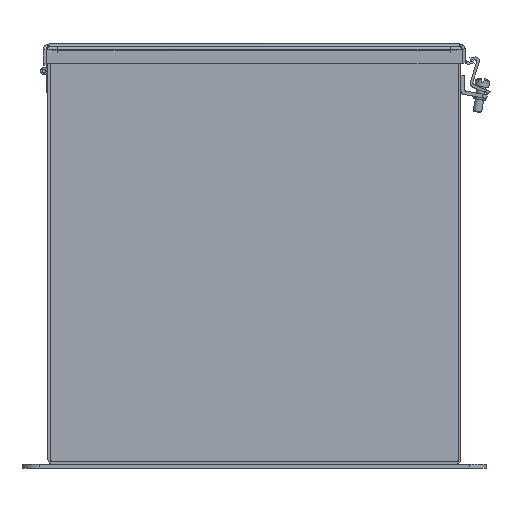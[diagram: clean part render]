
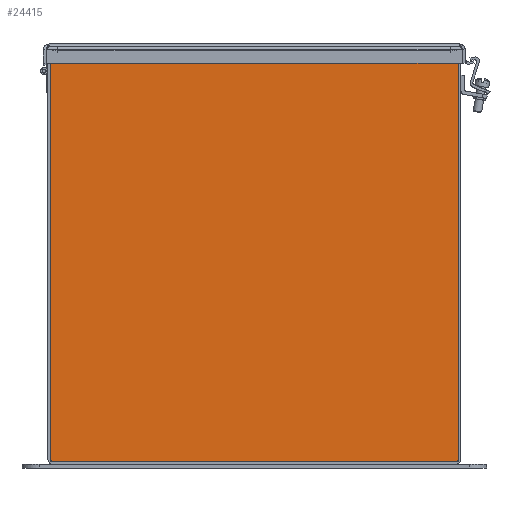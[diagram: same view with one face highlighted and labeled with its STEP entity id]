
A CAD part, left-side view. The second image highlights one B-rep face of the part: STEP entity #24415.
In plain terms, the highlighted planar face has unit normal (-1, 0, 0).
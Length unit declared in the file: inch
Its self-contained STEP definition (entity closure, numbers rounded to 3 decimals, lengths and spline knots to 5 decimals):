
#260 = VECTOR ( 'NONE', #27887, 39.37008 ) ;
#1126 = CARTESIAN_POINT ( 'NONE',  ( -18., 0., 10.58225 ) ) ;
#1249 = CARTESIAN_POINT ( 'NONE',  ( -18., 5.4275, 10.58205 ) ) ;
#1590 = EDGE_CURVE ( 'NONE', #18041, #12269, #9877, .T. ) ;
#1714 = CARTESIAN_POINT ( 'NONE',  ( -18., -5.4277, 10.676 ) ) ;
#1782 = DIRECTION ( 'NONE',  ( 0., 1., 0. ) ) ;
#4251 = EDGE_CURVE ( 'NONE', #7833, #10624, #34426, .T. ) ;
#4773 = VECTOR ( 'NONE', #15432, 39.37008 ) ;
#5138 = VERTEX_POINT ( 'NONE', #25541 ) ;
#5513 = VERTEX_POINT ( 'NONE', #17945 ) ;
#5535 = CARTESIAN_POINT ( 'NONE',  ( -18., -5.926, 4.75 ) ) ;
#5922 = ORIENTED_EDGE ( 'NONE', *, *, #4251, .F. ) ;
#6435 = EDGE_CURVE ( 'NONE', #14522, #32946, #6537, .T. ) ;
#6537 = LINE ( 'NONE', #20327, #4773 ) ;
#7103 = VECTOR ( 'NONE', #33246, 39.37008 ) ;
#7132 = CARTESIAN_POINT ( 'NONE',  ( -18., 5.4275, 10.676 ) ) ;
#7578 = FACE_OUTER_BOUND ( 'NONE', #8160, .T. ) ;
#7833 = VERTEX_POINT ( 'NONE', #31419 ) ;
#7937 = DIRECTION ( 'NONE',  ( 0., 0., -1. ) ) ;
#8160 = EDGE_LOOP ( 'NONE', ( #34033, #15134, #8576, #23172, #15365, #18186, #24692, #19933, #18771, #5922, #13941, #27696 ) ) ;
#8172 = VERTEX_POINT ( 'NONE', #10955 ) ;
#8239 = DIRECTION ( 'NONE',  ( 0., 0., 1. ) ) ;
#8576 = ORIENTED_EDGE ( 'NONE', *, *, #1590, .F. ) ;
#9877 = LINE ( 'NONE', #1126, #20673 ) ;
#10195 = PLANE ( 'NONE',  #16324 ) ;
#10624 = VERTEX_POINT ( 'NONE', #13423 ) ;
#10955 = CARTESIAN_POINT ( 'NONE',  ( -18., 5.926, 10.676 ) ) ;
#11230 = EDGE_CURVE ( 'NONE', #14522, #19571, #25126, .T. ) ;
#11531 = EDGE_CURVE ( 'NONE', #25238, #8172, #14217, .T. ) ;
#11694 = CARTESIAN_POINT ( 'NONE',  ( -18., 5.4275, 10.58205 ) ) ;
#11986 = CARTESIAN_POINT ( 'NONE',  ( -18., 5.926, 4.75 ) ) ;
#12269 = VERTEX_POINT ( 'NONE', #31462 ) ;
#12449 = EDGE_CURVE ( 'NONE', #10624, #25238, #28218, .T. ) ;
#12506 = VECTOR ( 'NONE', #7937, 39.37008 ) ;
#12816 = VECTOR ( 'NONE', #8239, 39.37008 ) ;
#13423 = CARTESIAN_POINT ( 'NONE',  ( -18., -5.926, -1.176 ) ) ;
#13612 = CARTESIAN_POINT ( 'NONE',  ( -18., 5.4275, 10.58225 ) ) ;
#13631 = CARTESIAN_POINT ( 'NONE',  ( -18., 0., -1.176 ) ) ;
#13941 = ORIENTED_EDGE ( 'NONE', *, *, #20937, .F. ) ;
#14217 = LINE ( 'NONE', #11986, #16597 ) ;
#14250 = VECTOR ( 'NONE', #22254, 39.37008 ) ;
#14384 = LINE ( 'NONE', #28039, #12816 ) ;
#14522 = VERTEX_POINT ( 'NONE', #25947 ) ;
#14766 = DIRECTION ( 'NONE',  ( 0., -1., 0. ) ) ;
#15134 = ORIENTED_EDGE ( 'NONE', *, *, #26049, .T. ) ;
#15365 = ORIENTED_EDGE ( 'NONE', *, *, #30287, .T. ) ;
#15432 = DIRECTION ( 'NONE',  ( 0., 0., 1. ) ) ;
#15944 = EDGE_CURVE ( 'NONE', #18041, #30125, #32868, .T. ) ;
#15970 = CARTESIAN_POINT ( 'NONE',  ( -18., 0., 4.75 ) ) ;
#16182 = VECTOR ( 'NONE', #25494, 39.37008 ) ;
#16324 = AXIS2_PLACEMENT_3D ( 'NONE', #15970, #27369, #1782 ) ;
#16597 = VECTOR ( 'NONE', #25636, 39.37008 ) ;
#17945 = CARTESIAN_POINT ( 'NONE',  ( -18., 5.4277, 10.58205 ) ) ;
#18041 = VERTEX_POINT ( 'NONE', #13612 ) ;
#18186 = ORIENTED_EDGE ( 'NONE', *, *, #28540, .F. ) ;
#18771 = ORIENTED_EDGE ( 'NONE', *, *, #12449, .F. ) ;
#19525 = CARTESIAN_POINT ( 'NONE',  ( -18., 5.4277, 4.75 ) ) ;
#19571 = VERTEX_POINT ( 'NONE', #22351 ) ;
#19933 = ORIENTED_EDGE ( 'NONE', *, *, #11531, .F. ) ;
#19961 = VECTOR ( 'NONE', #14766, 39.37008 ) ;
#20327 = CARTESIAN_POINT ( 'NONE',  ( -18., -5.4277, 4.75 ) ) ;
#20649 = EDGE_CURVE ( 'NONE', #8172, #5138, #21522, .T. ) ;
#20673 = VECTOR ( 'NONE', #26327, 39.37008 ) ;
#20937 = EDGE_CURVE ( 'NONE', #32946, #7833, #26760, .T. ) ;
#21522 = LINE ( 'NONE', #36257, #260 ) ;
#22144 = CARTESIAN_POINT ( 'NONE',  ( -18., -5.4277, 10.58205 ) ) ;
#22254 = DIRECTION ( 'NONE',  ( 0., 1., 0. ) ) ;
#22351 = CARTESIAN_POINT ( 'NONE',  ( -18., -5.4275, 10.58205 ) ) ;
#23172 = ORIENTED_EDGE ( 'NONE', *, *, #15944, .T. ) ;
#24415 = ADVANCED_FACE ( 'NONE', ( #7578 ), #10195, .F. ) ;
#24692 = ORIENTED_EDGE ( 'NONE', *, *, #20649, .F. ) ;
#25126 = LINE ( 'NONE', #22144, #30900 ) ;
#25238 = VERTEX_POINT ( 'NONE', #27893 ) ;
#25494 = DIRECTION ( 'NONE',  ( 0., 0., -1. ) ) ;
#25541 = CARTESIAN_POINT ( 'NONE',  ( -18., 5.4277, 10.676 ) ) ;
#25636 = DIRECTION ( 'NONE',  ( 0., 0., 1. ) ) ;
#25947 = CARTESIAN_POINT ( 'NONE',  ( -18., -5.4277, 10.58205 ) ) ;
#26049 = EDGE_CURVE ( 'NONE', #19571, #12269, #14384, .T. ) ;
#26327 = DIRECTION ( 'NONE',  ( 0., -1., 0. ) ) ;
#26579 = CARTESIAN_POINT ( 'NONE',  ( -18., 0., 10.676 ) ) ;
#26760 = LINE ( 'NONE', #26579, #19961 ) ;
#27369 = DIRECTION ( 'NONE',  ( 1., 0., 0. ) ) ;
#27696 = ORIENTED_EDGE ( 'NONE', *, *, #6435, .F. ) ;
#27750 = LINE ( 'NONE', #19525, #12506 ) ;
#27887 = DIRECTION ( 'NONE',  ( 0., -1., 0. ) ) ;
#27893 = CARTESIAN_POINT ( 'NONE',  ( -18., 5.926, -1.176 ) ) ;
#28039 = CARTESIAN_POINT ( 'NONE',  ( -18., -5.4275, 10.58205 ) ) ;
#28218 = LINE ( 'NONE', #13631, #14250 ) ;
#28540 = EDGE_CURVE ( 'NONE', #5138, #5513, #27750, .T. ) ;
#29330 = VECTOR ( 'NONE', #35563, 39.37008 ) ;
#30125 = VERTEX_POINT ( 'NONE', #11694 ) ;
#30287 = EDGE_CURVE ( 'NONE', #30125, #5513, #34839, .T. ) ;
#30900 = VECTOR ( 'NONE', #36487, 39.37008 ) ;
#31419 = CARTESIAN_POINT ( 'NONE',  ( -18., -5.926, 10.676 ) ) ;
#31462 = CARTESIAN_POINT ( 'NONE',  ( -18., -5.4275, 10.58225 ) ) ;
#32868 = LINE ( 'NONE', #7132, #7103 ) ;
#32946 = VERTEX_POINT ( 'NONE', #1714 ) ;
#33246 = DIRECTION ( 'NONE',  ( 0., 0., -1. ) ) ;
#34033 = ORIENTED_EDGE ( 'NONE', *, *, #11230, .T. ) ;
#34426 = LINE ( 'NONE', #5535, #16182 ) ;
#34839 = LINE ( 'NONE', #1249, #29330 ) ;
#35563 = DIRECTION ( 'NONE',  ( 0., 1., 0. ) ) ;
#36257 = CARTESIAN_POINT ( 'NONE',  ( -18., 0., 10.676 ) ) ;
#36487 = DIRECTION ( 'NONE',  ( 0., 1., 0. ) ) ;
